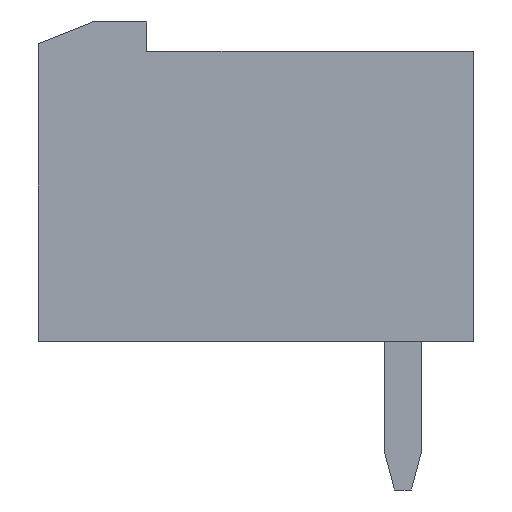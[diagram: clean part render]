
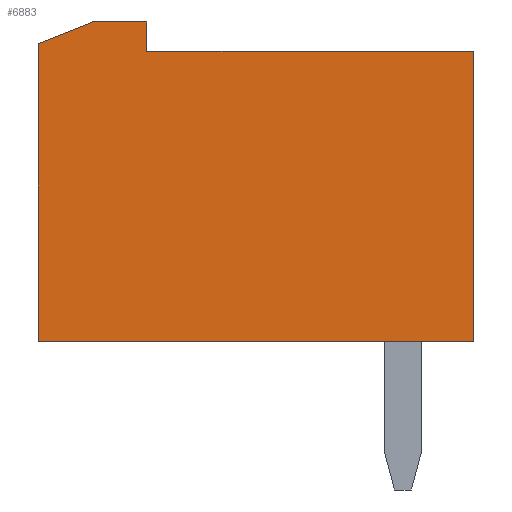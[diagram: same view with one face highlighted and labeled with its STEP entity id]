
A CAD part, left-side view. The second image highlights one B-rep face of the part: STEP entity #6883.
In plain terms, the highlighted planar face has unit normal (-1, 0, 0).
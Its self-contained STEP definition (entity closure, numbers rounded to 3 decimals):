
#230 = CARTESIAN_POINT ( 'NONE',  ( -0.5, 12., -8. ) ) ;
#310 = VERTEX_POINT ( 'NONE', #8370 ) ;
#573 = CARTESIAN_POINT ( 'NONE',  ( -0.5, 10.5, 0.8 ) ) ;
#655 = DIRECTION ( 'NONE',  ( 0., 0.928, -0.371 ) ) ;
#1156 = EDGE_CURVE ( 'NONE', #2635, #15230, #7005, .T. ) ;
#1223 = ORIENTED_EDGE ( 'NONE', *, *, #8900, .T. ) ;
#1432 = LINE ( 'NONE', #8988, #6470 ) ;
#2060 = VERTEX_POINT ( 'NONE', #18466 ) ;
#2079 = VECTOR ( 'NONE', #4746, 1000. ) ;
#2433 = CARTESIAN_POINT ( 'NONE',  ( -0.5, 9.01, 0.8 ) ) ;
#2528 = ORIENTED_EDGE ( 'NONE', *, *, #1156, .T. ) ;
#2635 = VERTEX_POINT ( 'NONE', #24518 ) ;
#2730 = CARTESIAN_POINT ( 'NONE',  ( -0.5, 0., -8. ) ) ;
#2971 = VECTOR ( 'NONE', #21270, 1000. ) ;
#2973 = DIRECTION ( 'NONE',  ( 0., -1., 0. ) ) ;
#3257 = VECTOR ( 'NONE', #21675, 1000. ) ;
#4655 = DIRECTION ( 'NONE',  ( 0., 0., 1. ) ) ;
#4746 = DIRECTION ( 'NONE',  ( 0., 1., 0. ) ) ;
#5091 = CARTESIAN_POINT ( 'NONE',  ( -0.5, 0., 0. ) ) ;
#6035 = EDGE_CURVE ( 'NONE', #19404, #310, #24638, .T. ) ;
#6375 = EDGE_LOOP ( 'NONE', ( #9010, #10968, #12925, #14781, #1223, #24731, #2528 ) ) ;
#6470 = VECTOR ( 'NONE', #22321, 1000. ) ;
#6883 = ADVANCED_FACE ( 'NONE', ( #8780 ), #6994, .T. ) ;
#6994 = PLANE ( 'NONE',  #7188 ) ;
#7005 = LINE ( 'NONE', #573, #11568 ) ;
#7188 = AXIS2_PLACEMENT_3D ( 'NONE', #5091, #8864, #8953 ) ;
#8370 = CARTESIAN_POINT ( 'NONE',  ( -0.5, 0., -8. ) ) ;
#8780 = FACE_OUTER_BOUND ( 'NONE', #6375, .T. ) ;
#8864 = DIRECTION ( 'NONE',  ( -1., 0., 0. ) ) ;
#8900 = EDGE_CURVE ( 'NONE', #2060, #21338, #18226, .T. ) ;
#8953 = DIRECTION ( 'NONE',  ( 0., 0., 1. ) ) ;
#8954 = LINE ( 'NONE', #23525, #3257 ) ;
#8988 = CARTESIAN_POINT ( 'NONE',  ( -0.5, 12., -6.5 ) ) ;
#9010 = ORIENTED_EDGE ( 'NONE', *, *, #19163, .T. ) ;
#10968 = ORIENTED_EDGE ( 'NONE', *, *, #6035, .T. ) ;
#11568 = VECTOR ( 'NONE', #655, 1000. ) ;
#12167 = VERTEX_POINT ( 'NONE', #23677 ) ;
#12282 = VECTOR ( 'NONE', #4655, 1000. ) ;
#12870 = LINE ( 'NONE', #2730, #12282 ) ;
#12925 = ORIENTED_EDGE ( 'NONE', *, *, #23918, .T. ) ;
#13612 = CARTESIAN_POINT ( 'NONE',  ( -0.5, 12., 0.2 ) ) ;
#13645 = CARTESIAN_POINT ( 'NONE',  ( -0.5, 9.01, 0. ) ) ;
#14445 = CARTESIAN_POINT ( 'NONE',  ( -0.5, 12., -8. ) ) ;
#14523 = VECTOR ( 'NONE', #2973, 1000. ) ;
#14781 = ORIENTED_EDGE ( 'NONE', *, *, #23953, .T. ) ;
#15230 = VERTEX_POINT ( 'NONE', #13612 ) ;
#17332 = LINE ( 'NONE', #23773, #2079 ) ;
#18226 = LINE ( 'NONE', #13645, #2971 ) ;
#18466 = CARTESIAN_POINT ( 'NONE',  ( -0.5, 9.01, 0. ) ) ;
#19163 = EDGE_CURVE ( 'NONE', #15230, #19404, #1432, .T. ) ;
#19404 = VERTEX_POINT ( 'NONE', #230 ) ;
#21270 = DIRECTION ( 'NONE',  ( 0., 0., 1. ) ) ;
#21338 = VERTEX_POINT ( 'NONE', #2433 ) ;
#21675 = DIRECTION ( 'NONE',  ( 0., 1., 0. ) ) ;
#22321 = DIRECTION ( 'NONE',  ( 0., 0., -1. ) ) ;
#23525 = CARTESIAN_POINT ( 'NONE',  ( -0.5, 9.01, 0.8 ) ) ;
#23677 = CARTESIAN_POINT ( 'NONE',  ( -0.5, 0., 0. ) ) ;
#23773 = CARTESIAN_POINT ( 'NONE',  ( -0.5, 0., 0. ) ) ;
#23887 = EDGE_CURVE ( 'NONE', #21338, #2635, #8954, .T. ) ;
#23918 = EDGE_CURVE ( 'NONE', #310, #12167, #12870, .T. ) ;
#23953 = EDGE_CURVE ( 'NONE', #12167, #2060, #17332, .T. ) ;
#24518 = CARTESIAN_POINT ( 'NONE',  ( -0.5, 10.5, 0.8 ) ) ;
#24638 = LINE ( 'NONE', #14445, #14523 ) ;
#24731 = ORIENTED_EDGE ( 'NONE', *, *, #23887, .T. ) ;
